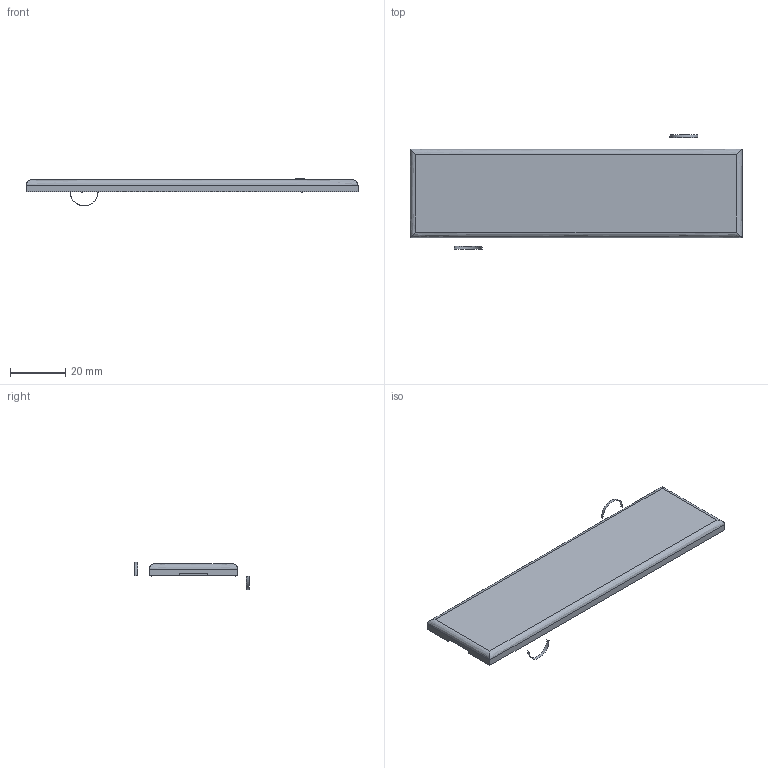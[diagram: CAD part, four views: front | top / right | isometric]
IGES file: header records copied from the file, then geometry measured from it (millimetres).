
Start section: SolidWorks IGES file using analytic representation for surfaces
Global section: file name: C-26-A-1.IGS; native system: SolidWorks 2018; preprocessor: SolidWorks 2018; author: 1337yo; date: 200514.100756; units: millimetre
Bounding box: 120 x 41.3 x 10.1 mm (x, y, z)
Surface area: 18202.9 mm2 (no closed solid volume)
Topology: 0 solids, 0 shells, 137 faces, 1186 edges, 1186 vertices
Faces by surface type: bspline 118, revolution 19
